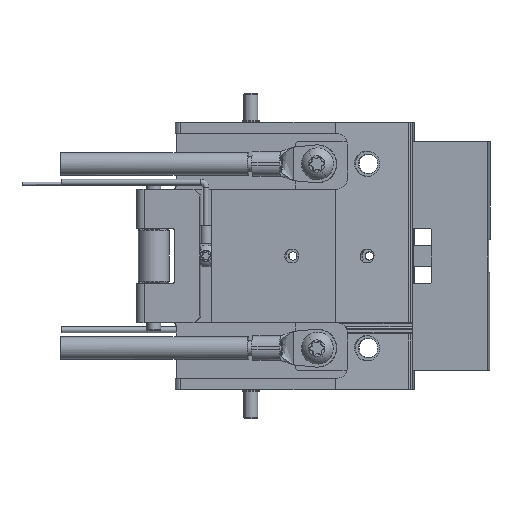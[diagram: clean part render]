
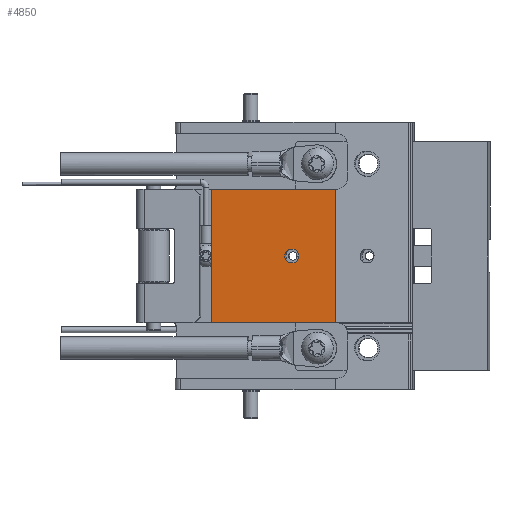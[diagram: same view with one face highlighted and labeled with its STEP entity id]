
A CAD part, front view. The second image highlights one B-rep face of the part: STEP entity #4850.
In plain terms, the highlighted planar face has unit normal (-0.087, -0.996, 0).
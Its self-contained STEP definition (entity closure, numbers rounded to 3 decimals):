
#1828 = EDGE_CURVE ( 'NONE', #19456, #23642, #17574, .T. ) ;
#1834 = EDGE_LOOP ( 'NONE', ( #14852, #35929, #23345, #24506 ) ) ;
#3079 = CIRCLE ( 'NONE', #4333, 1.25 ) ;
#3452 = CARTESIAN_POINT ( 'NONE',  ( -20.591, -5.878, -11.95 ) ) ;
#4333 = AXIS2_PLACEMENT_3D ( 'NONE', #33488, #15630, #36611 ) ;
#4850 = ADVANCED_FACE ( 'Defeature ausgef�hrt45_128', ( #7953, #23255 ), #8532, .F. ) ;
#5855 = EDGE_CURVE ( 'NONE', #5923, #36801, #32828, .T. ) ;
#5923 = VERTEX_POINT ( 'NONE', #25655 ) ;
#6805 = CARTESIAN_POINT ( 'NONE',  ( 7.303, -8.318, 0. ) ) ;
#7262 = CARTESIAN_POINT ( 'NONE',  ( -7.142, -7.054, -11.95 ) ) ;
#7953 = FACE_BOUND ( 'NONE', #15626, .T. ) ;
#8012 = DIRECTION ( 'NONE',  ( 0., 0., 1. ) ) ;
#8421 = VERTEX_POINT ( 'NONE', #7262 ) ;
#8532 = PLANE ( 'NONE',  #14656 ) ;
#8934 = DIRECTION ( 'NONE',  ( 0., 0., 1. ) ) ;
#10128 = DIRECTION ( 'NONE',  ( 0., 0., 1. ) ) ;
#11171 = LINE ( 'NONE', #14673, #12800 ) ;
#11552 = AXIS2_PLACEMENT_3D ( 'NONE', #6805, #28007, #10128 ) ;
#11662 = EDGE_CURVE ( 'NONE', #36801, #5923, #3079, .T. ) ;
#12566 = VECTOR ( 'NONE', #8934, 1000. ) ;
#12800 = VECTOR ( 'NONE', #38615, 1000. ) ;
#14656 = AXIS2_PLACEMENT_3D ( 'NONE', #28953, #26389, #29339 ) ;
#14673 = CARTESIAN_POINT ( 'NONE',  ( -20.591, -5.878, 11.95 ) ) ;
#14852 = ORIENTED_EDGE ( 'NONE', *, *, #37173, .F. ) ;
#15626 = EDGE_LOOP ( 'NONE', ( #27207, #27943 ) ) ;
#15630 = DIRECTION ( 'NONE',  ( -0.087, -0.996, 0. ) ) ;
#17574 = LINE ( 'NONE', #35632, #12566 ) ;
#17714 = VECTOR ( 'NONE', #31092, 1000. ) ;
#18361 = VECTOR ( 'NONE', #8012, 1000. ) ;
#18722 = VERTEX_POINT ( 'NONE', #32185 ) ;
#19456 = VERTEX_POINT ( 'NONE', #28724 ) ;
#21473 = LINE ( 'NONE', #3452, #17714 ) ;
#23255 = FACE_OUTER_BOUND ( 'NONE', #1834, .T. ) ;
#23345 = ORIENTED_EDGE ( 'NONE', *, *, #26395, .F. ) ;
#23642 = VERTEX_POINT ( 'NONE', #23647 ) ;
#23647 = CARTESIAN_POINT ( 'NONE',  ( 15.097, -9., 11.95 ) ) ;
#24506 = ORIENTED_EDGE ( 'NONE', *, *, #1828, .T. ) ;
#25563 = CARTESIAN_POINT ( 'NONE',  ( 7.303, -8.318, -1.25 ) ) ;
#25655 = CARTESIAN_POINT ( 'NONE',  ( 7.303, -8.318, 1.25 ) ) ;
#26389 = DIRECTION ( 'NONE',  ( 0.087, 0.996, 0. ) ) ;
#26395 = EDGE_CURVE ( 'NONE', #19456, #8421, #21473, .T. ) ;
#27207 = ORIENTED_EDGE ( 'NONE', *, *, #5855, .F. ) ;
#27943 = ORIENTED_EDGE ( 'NONE', *, *, #11662, .F. ) ;
#28007 = DIRECTION ( 'NONE',  ( -0.087, -0.996, 0. ) ) ;
#28724 = CARTESIAN_POINT ( 'NONE',  ( 15.097, -9., -11.95 ) ) ;
#28953 = CARTESIAN_POINT ( 'NONE',  ( -20.591, -5.878, -23.95 ) ) ;
#29339 = DIRECTION ( 'NONE',  ( 0., 0., 1. ) ) ;
#31092 = DIRECTION ( 'NONE',  ( -0.996, 0.087, 0. ) ) ;
#32185 = CARTESIAN_POINT ( 'NONE',  ( -7.142, -7.054, 11.95 ) ) ;
#32340 = CARTESIAN_POINT ( 'NONE',  ( -7.142, -7.054, -23.95 ) ) ;
#32828 = CIRCLE ( 'NONE', #11552, 1.25 ) ;
#33488 = CARTESIAN_POINT ( 'NONE',  ( 7.303, -8.318, 0. ) ) ;
#34250 = EDGE_CURVE ( 'NONE', #8421, #18722, #37828, .T. ) ;
#35632 = CARTESIAN_POINT ( 'NONE',  ( 15.097, -9., 50. ) ) ;
#35929 = ORIENTED_EDGE ( 'NONE', *, *, #34250, .F. ) ;
#36611 = DIRECTION ( 'NONE',  ( 0., 0., 1. ) ) ;
#36801 = VERTEX_POINT ( 'NONE', #25563 ) ;
#37173 = EDGE_CURVE ( 'NONE', #18722, #23642, #11171, .T. ) ;
#37828 = LINE ( 'NONE', #32340, #18361 ) ;
#38615 = DIRECTION ( 'NONE',  ( 0.996, -0.087, 0. ) ) ;
